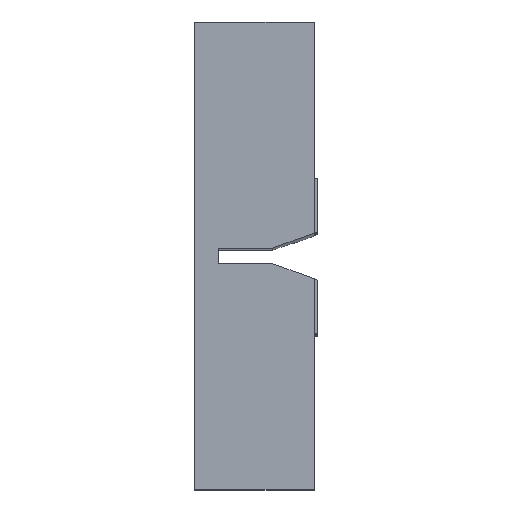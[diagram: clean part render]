
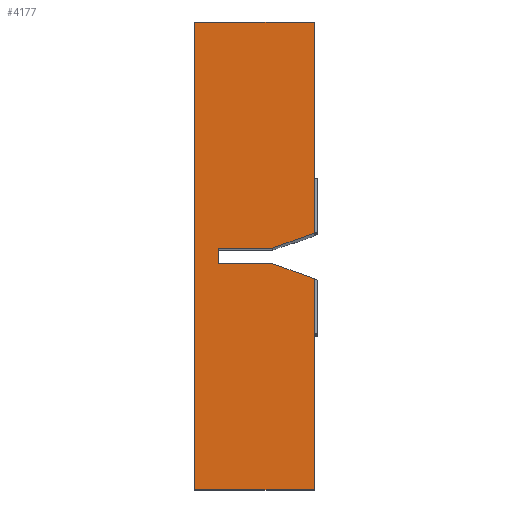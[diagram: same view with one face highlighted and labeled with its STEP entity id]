
A CAD part, top view. The second image highlights one B-rep face of the part: STEP entity #4177.
In plain terms, the highlighted planar face has unit normal (0, 0, 1).
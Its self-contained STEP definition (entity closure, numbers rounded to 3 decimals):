
#159=FACE_OUTER_BOUND('',#403,.T.);
#403=EDGE_LOOP('',(#3020,#3021,#3022,#3023,#3024,#3025,#3026,#3027,#3028,
#3029));
#657=LINE('',#5848,#1239);
#688=LINE('',#5911,#1270);
#691=LINE('',#5916,#1273);
#693=LINE('',#5919,#1275);
#725=LINE('',#5984,#1307);
#807=LINE('',#6148,#1389);
#808=LINE('',#6150,#1390);
#809=LINE('',#6152,#1391);
#810=LINE('',#6154,#1392);
#811=LINE('',#6155,#1393);
#1239=VECTOR('',#4748,10.);
#1270=VECTOR('',#4781,10.);
#1273=VECTOR('',#4786,10.);
#1275=VECTOR('',#4790,10.);
#1307=VECTOR('',#4824,10.);
#1389=VECTOR('',#4962,10.);
#1390=VECTOR('',#4963,10.);
#1391=VECTOR('',#4964,10.);
#1392=VECTOR('',#4965,10.);
#1393=VECTOR('',#4966,10.);
#1807=VERTEX_POINT('',#5845);
#1808=VERTEX_POINT('',#5847);
#1838=VERTEX_POINT('',#5909);
#1839=VERTEX_POINT('',#5910);
#1840=VERTEX_POINT('',#5915);
#1872=VERTEX_POINT('',#5982);
#1926=VERTEX_POINT('',#6147);
#1927=VERTEX_POINT('',#6149);
#1928=VERTEX_POINT('',#6151);
#1929=VERTEX_POINT('',#6153);
#2197=EDGE_CURVE('',#1808,#1807,#657,.T.);
#2228=EDGE_CURVE('',#1838,#1839,#688,.T.);
#2231=EDGE_CURVE('',#1840,#1838,#691,.T.);
#2233=EDGE_CURVE('',#1807,#1840,#693,.T.);
#2265=EDGE_CURVE('',#1839,#1872,#725,.T.);
#2347=EDGE_CURVE('',#1926,#1872,#807,.T.);
#2348=EDGE_CURVE('',#1927,#1926,#808,.T.);
#2349=EDGE_CURVE('',#1928,#1927,#809,.T.);
#2350=EDGE_CURVE('',#1929,#1928,#810,.T.);
#2351=EDGE_CURVE('',#1808,#1929,#811,.T.);
#3020=ORIENTED_EDGE('',*,*,#2197,.T.);
#3021=ORIENTED_EDGE('',*,*,#2233,.T.);
#3022=ORIENTED_EDGE('',*,*,#2231,.T.);
#3023=ORIENTED_EDGE('',*,*,#2228,.T.);
#3024=ORIENTED_EDGE('',*,*,#2265,.T.);
#3025=ORIENTED_EDGE('',*,*,#2347,.F.);
#3026=ORIENTED_EDGE('',*,*,#2348,.F.);
#3027=ORIENTED_EDGE('',*,*,#2349,.F.);
#3028=ORIENTED_EDGE('',*,*,#2350,.F.);
#3029=ORIENTED_EDGE('',*,*,#2351,.F.);
#3933=PLANE('',#4462);
#4177=ADVANCED_FACE('',(#159),#3933,.T.);
#4462=AXIS2_PLACEMENT_3D('',#6146,#4960,#4961);
#4748=DIRECTION('',(-0.94,0.342,0.));
#4781=DIRECTION('',(1.,0.,0.));
#4786=DIRECTION('',(0.,1.,0.));
#4790=DIRECTION('',(-1.,0.,0.));
#4824=DIRECTION('',(0.94,0.342,0.));
#4960=DIRECTION('center_axis',(0.,0.,1.));
#4961=DIRECTION('ref_axis',(1.,0.,0.));
#4962=DIRECTION('',(0.,-1.,0.));
#4963=DIRECTION('',(1.,0.,0.));
#4964=DIRECTION('',(0.,1.,0.));
#4965=DIRECTION('',(-1.,0.,0.));
#4966=DIRECTION('',(0.,-1.,0.));
#5845=CARTESIAN_POINT('',(10.13,-0.5,35.4));
#5847=CARTESIAN_POINT('',(12.78,-1.465,35.4));
#5848=CARTESIAN_POINT('',(12.031,-1.192,35.4));
#5909=CARTESIAN_POINT('',(6.63,0.5,35.4));
#5910=CARTESIAN_POINT('',(10.13,0.5,35.4));
#5911=CARTESIAN_POINT('',(7.792,0.5,35.4));
#5915=CARTESIAN_POINT('',(6.63,-0.5,35.4));
#5916=CARTESIAN_POINT('',(6.63,-0.25,35.4));
#5919=CARTESIAN_POINT('',(9.542,-0.5,35.4));
#5982=CARTESIAN_POINT('',(12.78,1.465,35.4));
#5984=CARTESIAN_POINT('',(9.531,0.282,35.4));
#6146=CARTESIAN_POINT('Origin',(8.955,0.,35.4));
#6147=CARTESIAN_POINT('',(12.78,14.95,35.4));
#6148=CARTESIAN_POINT('',(12.78,-4.95,35.4));
#6149=CARTESIAN_POINT('',(5.13,14.95,35.4));
#6150=CARTESIAN_POINT('',(5.13,14.95,35.4));
#6151=CARTESIAN_POINT('',(5.13,-14.95,35.4));
#6152=CARTESIAN_POINT('',(5.13,4.95,35.4));
#6153=CARTESIAN_POINT('',(12.78,-14.95,35.4));
#6154=CARTESIAN_POINT('',(12.78,-14.95,35.4));
#6155=CARTESIAN_POINT('',(12.78,-4.95,35.4));
